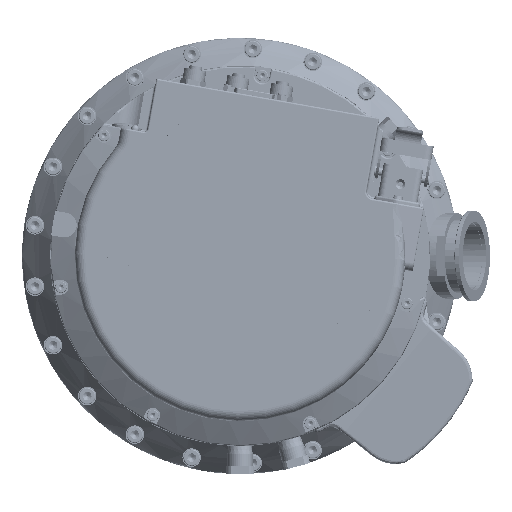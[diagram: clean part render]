
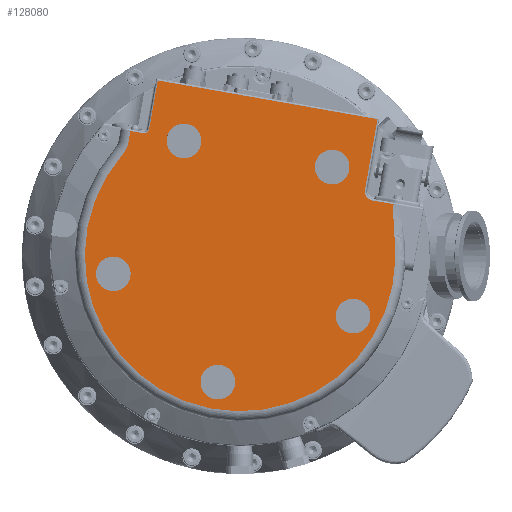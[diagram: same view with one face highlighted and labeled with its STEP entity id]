
A CAD part, front view. The second image highlights one B-rep face of the part: STEP entity #128080.
In plain terms, the highlighted planar face has unit normal (0, -1, 0).
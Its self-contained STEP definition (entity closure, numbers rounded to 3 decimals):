
#127919=CARTESIAN_POINT('',(-50.615,-155.,107.421));
#127920=DIRECTION('',(0.0,-1.0,0.0));
#127921=DIRECTION('',(0.0,0.0,-1.0));
#127922=AXIS2_PLACEMENT_3D('',#127919,#127920,#127921);
#127923=PLANE('',#127922);
#127924=CARTESIAN_POINT('',(75.591,-155.,39.981));
#127925=VERTEX_POINT('',#127924);
#127926=CARTESIAN_POINT('',(83.145,-155.,82.82));
#127927=VERTEX_POINT('',#127926);
#127928=CARTESIAN_POINT('',(75.591,-155.,39.981));
#127929=DIRECTION('',(0.174,0.,0.985));
#127930=VECTOR('',#127929,43.5);
#127931=LINE('',#127928,#127930);
#127932=EDGE_CURVE('',#127925,#127927,#127931,.T.);
#127933=ORIENTED_EDGE('',*,*,#127932,.T.);
#127934=CARTESIAN_POINT('',(-49.804,-155.,106.263));
#127935=VERTEX_POINT('',#127934);
#127936=CARTESIAN_POINT('',(83.145,-155.,82.82));
#127937=DIRECTION('',(-0.985,0.,0.174));
#127938=VECTOR('',#127937,135.);
#127939=LINE('',#127936,#127938);
#127940=EDGE_CURVE('',#127927,#127935,#127939,.T.);
#127941=ORIENTED_EDGE('',*,*,#127940,.T.);
#127942=CARTESIAN_POINT('',(-55.014,-155.,76.719));
#127943=VERTEX_POINT('',#127942);
#127944=CARTESIAN_POINT('',(-49.804,-155.,106.263));
#127945=DIRECTION('',(-0.174,0.,-0.985));
#127946=VECTOR('',#127945,30.);
#127947=LINE('',#127944,#127946);
#127948=EDGE_CURVE('',#127935,#127943,#127947,.T.);
#127949=ORIENTED_EDGE('',*,*,#127948,.T.);
#127950=CARTESIAN_POINT('',(-58.489,-155.,74.285));
#127951=VERTEX_POINT('',#127950);
#127952=CARTESIAN_POINT('',(-57.968,-155.,77.24));
#127953=DIRECTION('',(0.,1.,0.));
#127954=DIRECTION('',(-0.985,0.,0.174));
#127955=AXIS2_PLACEMENT_3D('',#127952,#127953,#127954);
#127956=CIRCLE('',#127955,3.0);
#127957=EDGE_CURVE('',#127943,#127951,#127956,.T.);
#127958=ORIENTED_EDGE('',*,*,#127957,.T.);
#127959=CARTESIAN_POINT('',(-66.368,-155.,75.674));
#127960=VERTEX_POINT('',#127959);
#127961=CARTESIAN_POINT('',(-58.489,-155.,74.285));
#127962=DIRECTION('',(-0.985,0.0,0.174));
#127963=VECTOR('',#127962,8.0);
#127964=LINE('',#127961,#127963);
#127965=EDGE_CURVE('',#127951,#127960,#127964,.T.);
#127966=ORIENTED_EDGE('',*,*,#127965,.T.);
#127967=CARTESIAN_POINT('',(-67.531,-155.,69.077));
#127968=VERTEX_POINT('',#127967);
#127969=CARTESIAN_POINT('',(-66.368,-155.,75.674));
#127970=DIRECTION('',(-0.174,0.0,-0.985));
#127971=VECTOR('',#127970,6.699);
#127972=LINE('',#127969,#127971);
#127973=EDGE_CURVE('',#127960,#127968,#127972,.T.);
#127974=ORIENTED_EDGE('',*,*,#127973,.T.);
#127975=CARTESIAN_POINT('',(-71.173,-155.,61.403));
#127976=VERTEX_POINT('',#127975);
#127977=CARTESIAN_POINT('',(-83.288,-155.,71.855));
#127978=DIRECTION('',(0.,1.,0.));
#127979=DIRECTION('',(-0.985,0.,0.174));
#127980=AXIS2_PLACEMENT_3D('',#127977,#127978,#127979);
#127981=CIRCLE('',#127980,16.0);
#127982=EDGE_CURVE('',#127968,#127976,#127981,.T.);
#127983=ORIENTED_EDGE('',*,*,#127982,.T.);
#127984=CARTESIAN_POINT('',(93.978,-155.,-2.033));
#127985=VERTEX_POINT('',#127984);
#127986=CARTESIAN_POINT('',(0.,-155.,0.));
#127987=DIRECTION('',(0.,-1.0,0.));
#127988=DIRECTION('',(-0.985,0.,0.174));
#127989=AXIS2_PLACEMENT_3D('',#127986,#127987,#127988);
#127990=CIRCLE('',#127989,94.);
#127991=EDGE_CURVE('',#127976,#127985,#127990,.T.);
#127992=ORIENTED_EDGE('',*,*,#127991,.T.);
#127993=CARTESIAN_POINT('',(92.924,-155.0,31.34));
#127994=VERTEX_POINT('',#127993);
#127995=CARTESIAN_POINT('',(93.978,-155.,-2.033));
#127996=CARTESIAN_POINT('',(94.099,-155.,3.552));
#127997=CARTESIAN_POINT('',(93.753,-155.,9.128));
#127998=CARTESIAN_POINT('',(93.036,-155.0,17.466));
#127999=CARTESIAN_POINT('',(92.762,-155.0,20.244));
#128000=CARTESIAN_POINT('',(92.493,-155.0,24.419));
#128001=CARTESIAN_POINT('',(92.427,-155.0,25.815));
#128002=CARTESIAN_POINT('',(92.455,-155.0,28.593));
#128003=CARTESIAN_POINT('',(92.503,-155.0,29.98));
#128004=CARTESIAN_POINT('',(92.924,-155.0,31.34));
#128005=B_SPLINE_CURVE_WITH_KNOTS('',3,(#127995,#127996,#127997,#127998,#127999,#128000,#128001,#128002,#128003,#128004),.UNSPECIFIED.,.F.,.U.,(4,2,2,2,4),(0.0,0.5,0.75,0.875,1.0),.UNSPECIFIED.);
#128006=EDGE_CURVE('',#127985,#127994,#128005,.T.);
#128007=ORIENTED_EDGE('',*,*,#128006,.T.);
#128008=CARTESIAN_POINT('',(80.052,-155.0,33.61));
#128009=VERTEX_POINT('',#128008);
#128010=CARTESIAN_POINT('',(92.924,-155.0,31.34));
#128011=DIRECTION('',(-0.985,0.0,0.174));
#128012=VECTOR('',#128011,13.07);
#128013=LINE('',#128010,#128012);
#128014=EDGE_CURVE('',#127994,#128009,#128013,.T.);
#128015=ORIENTED_EDGE('',*,*,#128014,.T.);
#128016=CARTESIAN_POINT('',(81.007,-155.,39.026));
#128017=DIRECTION('',(0.,1.,0.));
#128018=DIRECTION('',(-0.985,0.,0.174));
#128019=AXIS2_PLACEMENT_3D('',#128016,#128017,#128018);
#128020=CIRCLE('',#128019,5.5);
#128021=EDGE_CURVE('',#128009,#127925,#128020,.T.);
#128022=ORIENTED_EDGE('',*,*,#128021,.T.);
#128023=EDGE_LOOP('',(#127933,#127941,#127949,#127958,#127966,#127974,#127983,#127992,#128007,#128015,#128022));
#128024=FACE_OUTER_BOUND('',#128023,.T.);
#128025=CARTESIAN_POINT('',(-87.086,-155.,-8.963));
#128026=VERTEX_POINT('',#128025);
#128027=CARTESIAN_POINT('',(-76.746,-155.,-10.786));
#128028=DIRECTION('',(0.,-1.0,0.));
#128029=DIRECTION('',(-0.985,0.,0.174));
#128030=AXIS2_PLACEMENT_3D('',#128027,#128028,#128029);
#128031=CIRCLE('',#128030,10.5);
#128032=EDGE_CURVE('',#128026,#128026,#128031,.T.);
#128033=ORIENTED_EDGE('',*,*,#128032,.F.);
#128034=EDGE_LOOP('',(#128033));
#128035=FACE_BOUND('',#128034,.T.);
#128036=CARTESIAN_POINT('',(-44.314,-155.,71.48));
#128037=VERTEX_POINT('',#128036);
#128038=CARTESIAN_POINT('',(-33.974,-155.,69.657));
#128039=DIRECTION('',(0.,-1.0,0.));
#128040=DIRECTION('',(-0.985,0.,0.174));
#128041=AXIS2_PLACEMENT_3D('',#128038,#128039,#128040);
#128042=CIRCLE('',#128041,10.5);
#128043=EDGE_CURVE('',#128037,#128037,#128042,.T.);
#128044=ORIENTED_EDGE('',*,*,#128043,.F.);
#128045=EDGE_LOOP('',(#128044));
#128046=FACE_BOUND('',#128045,.T.);
#128047=CARTESIAN_POINT('',(45.408,-155.,55.659));
#128048=VERTEX_POINT('',#128047);
#128049=CARTESIAN_POINT('',(55.749,-155.,53.836));
#128050=DIRECTION('',(0.,-1.0,0.));
#128051=DIRECTION('',(-0.985,0.,0.174));
#128052=AXIS2_PLACEMENT_3D('',#128049,#128050,#128051);
#128053=CIRCLE('',#128052,10.5);
#128054=EDGE_CURVE('',#128048,#128048,#128053,.T.);
#128055=ORIENTED_EDGE('',*,*,#128054,.F.);
#128056=EDGE_LOOP('',(#128055));
#128057=FACE_BOUND('',#128056,.T.);
#128058=CARTESIAN_POINT('',(58.088,-155.,-34.561));
#128059=VERTEX_POINT('',#128058);
#128060=CARTESIAN_POINT('',(68.428,-155.,-36.384));
#128061=DIRECTION('',(0.,-1.0,0.));
#128062=DIRECTION('',(-0.985,0.,0.174));
#128063=AXIS2_PLACEMENT_3D('',#128060,#128061,#128062);
#128064=CIRCLE('',#128063,10.5);
#128065=EDGE_CURVE('',#128059,#128059,#128064,.T.);
#128066=ORIENTED_EDGE('',*,*,#128065,.F.);
#128067=EDGE_LOOP('',(#128066));
#128068=FACE_BOUND('',#128067,.T.);
#128069=CARTESIAN_POINT('',(-23.798,-155.,-74.499));
#128070=VERTEX_POINT('',#128069);
#128071=CARTESIAN_POINT('',(-13.458,-155.,-76.323));
#128072=DIRECTION('',(0.,-1.0,0.));
#128073=DIRECTION('',(-0.985,0.,0.174));
#128074=AXIS2_PLACEMENT_3D('',#128071,#128072,#128073);
#128075=CIRCLE('',#128074,10.5);
#128076=EDGE_CURVE('',#128070,#128070,#128075,.T.);
#128077=ORIENTED_EDGE('',*,*,#128076,.F.);
#128078=EDGE_LOOP('',(#128077));
#128079=FACE_BOUND('',#128078,.T.);
#128080=ADVANCED_FACE('',(#128024,#128035,#128046,#128057,#128068,#128079),#127923,.T.);
